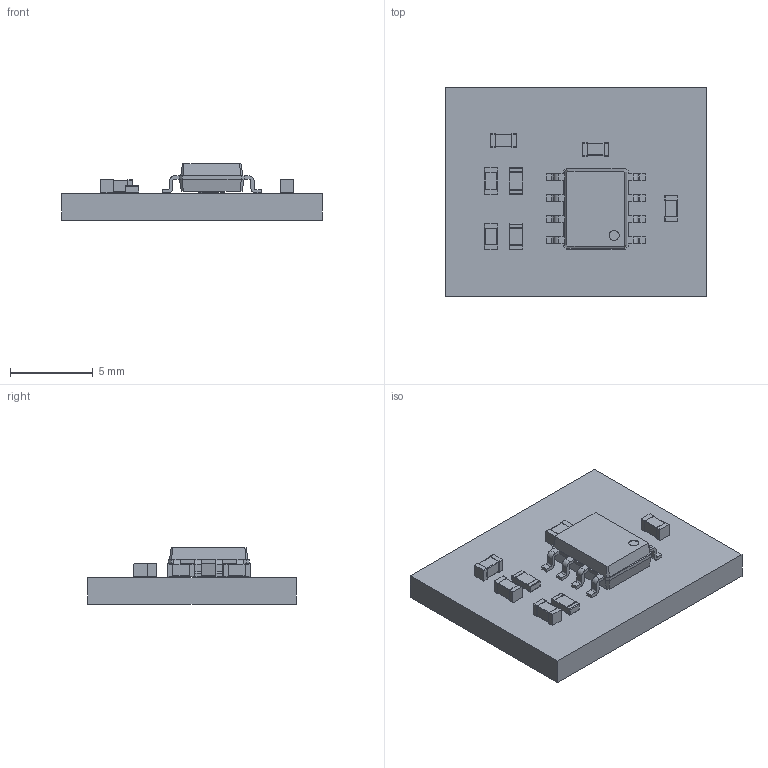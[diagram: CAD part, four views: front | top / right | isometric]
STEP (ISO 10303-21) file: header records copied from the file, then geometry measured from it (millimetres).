
FILE_DESCRIPTION(('KiCad electronic assembly'),'2;1');
FILE_NAME('Can.step','2023-12-29T15:32:39',('Pcbnew'),('Kicad'), 'Open CASCADE STEP processor 7.6','KiCad to STEP converter','Unknown' );
FILE_SCHEMA(('AUTOMOTIVE_DESIGN { 1 0 10303 214 1 1 1 1 }'));
Length unit declared in the file: millimetre
Products named in the file (8): Can 1; C_0603_1608Metric; SOLID; SOIC-8_3.9x4.9mm_P1.27mm; R_0603_1608Metric; Can PCB
Assembly tree (12 placements, depth 3):
  Can 1
    C_0603_1608Metric  x5
      SOLID
    SOIC-8_3.9x4.9mm_P1.27mm
      SOLID
    R_0603_1608Metric  x2
      SOLID
    Can PCB
Bounding box: 15.72 x 12.6 x 3.4 mm (x, y, z)
Volume: 353 mm3; surface area: 606.4 mm2
Topology: 9 solids, 9 shells, 354 faces, 911 edges, 586 vertices
Faces by surface type: plane 213, cylinder 109, bspline 32
Full cylindrical faces by diameter (mm): 0.6 x1
Entity records: 15576 total; most frequent: CARTESIAN_POINT 2938, DIRECTION 2016, LINE 1357, VECTOR 1357, ORIENTED_EDGE 1110, PCURVE 1110, DEFINITIONAL_REPRESENTATION 1110, EDGE_CURVE 555
